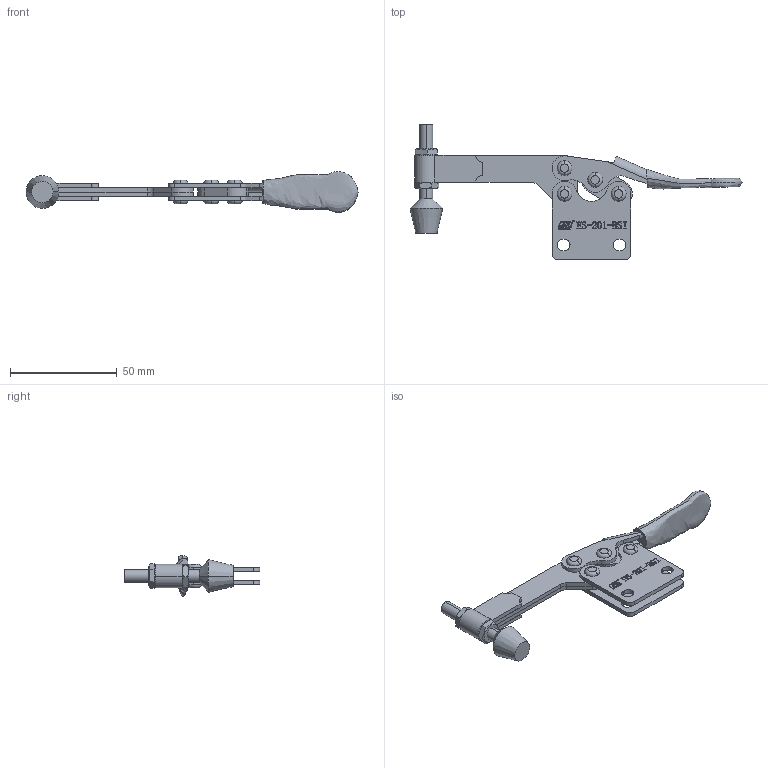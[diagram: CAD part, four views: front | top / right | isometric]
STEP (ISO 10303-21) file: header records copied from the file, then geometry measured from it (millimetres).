
FILE_DESCRIPTION (( 'STEP AP203' ), '1' );
FILE_NAME ('HS-201-BSI 装配体.STEP', '2018-12-07T03:04:26', ( 'PCOS' ), ( '微软中国' ), 'SwSTEP 2.0', 'SolidWorks 2012', '' );
FILE_SCHEMA (( 'CONFIG_CONTROL_DESIGN' ));
Length unit declared in the file: millimetre
Products named in the file (11): HS-201-BSI 蚾饜极; hexagon head bolts-full thread gb_GB_FASTENER_BOLT_STBAB A M6X40-C; hex thin nuts-grades ab-chamfered gb_GB_FASTENER_NUT_STNAB M6-N; 揤輸; 揤參; 种; 忒梟; 忒參; 蟀裝; 標; 眻菁釱
Assembly tree (15 placements, depth 2):
  HS-201-BSI 蚾饜极
    眻菁釱  x2
    標
    蟀裝
    忒參
    忒梟
    种  x4
    揤參
    揤輸
    hex thin nuts-grades ab-chamfered gb_GB_FASTENER_NUT_STNAB M6-N  x2
    hexagon head bolts-full thread gb_GB_FASTENER_BOLT_STBAB A M6X40-C
Bounding box: 155.71 x 63.73 x 19.02 mm (x, y, z)
Volume: 19930.6 mm3; surface area: 20510.3 mm2
Topology: 16 solids, 16 shells, 1037 faces, 2760 edges, 1823 vertices
Faces by surface type: plane 527, bspline 294, cylinder 170, cone 30, torus 16
Entity records: 30808 total; most frequent: CARTESIAN_POINT 15785, ORIENTED_EDGE 3090, DIRECTION 2391, EDGE_CURVE 1545, VERTEX_POINT 1017, VECTOR 945, LINE 945, AXIS2_PLACEMENT_3D 723
